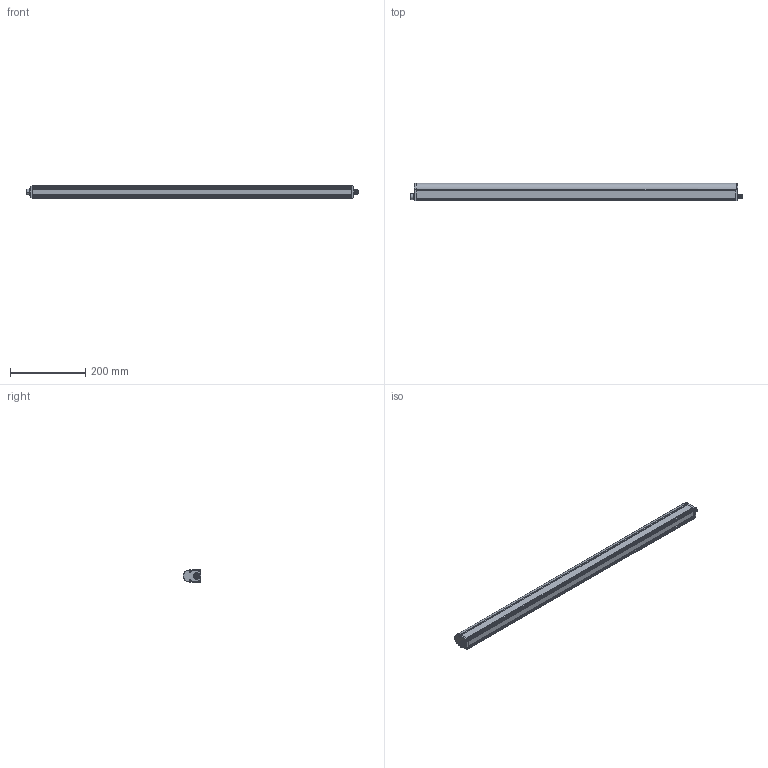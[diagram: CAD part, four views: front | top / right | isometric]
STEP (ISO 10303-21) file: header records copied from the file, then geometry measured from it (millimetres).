
FILE_DESCRIPTION((''),'2;1');
FILE_NAME('221680_SM01_ASM','2021-02-04T12:57:37',('nbanister'),('BANNER ENGINEERING CORP.'),'CREO PARAMETRIC BY PTC INC, 2019292','CREO PARAMETRIC BY PTC INC, 2019292','');
FILE_SCHEMA(('CONFIG_CONTROL_DESIGN','SHAPE_APPEARANCE_LAYERS_GROUPS'));
Products named in the file (2): 221680_EP01; 221680_SM01_ASM
Assembly tree (1 placements, depth 2):
  221680_SM01_ASM
    221680_EP01
Bounding box: 884 x 46 x 32 mm (x, y, z)
Volume: 1134412.6 mm3; surface area: 163634.7 mm2
Topology: 1 solids, 1 shells, 1435 faces, 4653 edges, 3023 vertices
Faces by surface type: cylinder 779, plane 351, bspline 199, cone 57, torus 33, sphere 16
Entity records: 207561 total; most frequent: CARTESIAN_POINT 159322, ORIENTED_EDGE 9306, DIRECTION 6347, EDGE_CURVE 4653, VERTEX_POINT 3023, VECTOR 2373, LINE 2373, AXIS2_PLACEMENT_3D 1987
